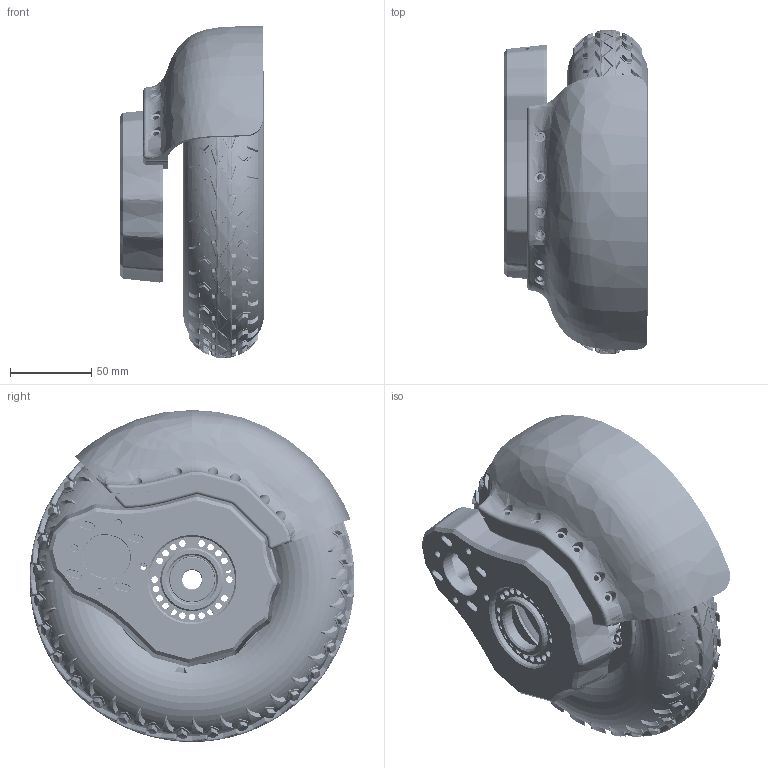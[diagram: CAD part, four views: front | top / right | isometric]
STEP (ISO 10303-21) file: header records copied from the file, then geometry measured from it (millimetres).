
FILE_DESCRIPTION(/* description */ (''),/* implementation_level */ '2;1');
FILE_NAME(/* name */ 'MoonDrive Fender v17.step',/* time_stamp */ '2021-05-07T19:50:45-04:00',/* author */ (''),/* organization */ (''),/* preprocessor_version */ 'ST-DEVELOPER v18.1',/* originating_system */ 'Autodesk Translation Framework v10.6.0.1341',/* authorisation */ '');
FILE_SCHEMA (('AUTOMOTIVE_DESIGN { 1 0 10303 214 3 1 1 }'));
Length unit declared in the file: millimetre
Products named in the file (19): MoonDrive Fender; Moon Drive; MoonDrive Batch2; MBS Rockstar Pro Wheel; NylocNutM4 v2; NylocNutM4 v2 (1); NylocNutM4 v2 (2); NylocNutM4 v2 (3); NylocNutM4 v2 (4); Nylock; Nut; HubBolt35M4 v3; TrampaHubs v3; Spacer; FrontHub; RearHub; 2349K413; TrampaTyre v6; Ventile v4
Assembly tree (31 placements, depth 4):
  MoonDrive Fender
    Moon Drive
      MoonDrive Batch2
    MBS Rockstar Pro Wheel
      NylocNutM4 v2
        Nylock
        Nut
      NylocNutM4 v2 (1)
        Nylock
        Nut
      NylocNutM4 v2 (2)
        Nylock
        Nut
      NylocNutM4 v2 (3)
        Nylock
        Nut
      NylocNutM4 v2 (4)
        Nylock
        Nut
      HubBolt35M4 v3  x5
      TrampaHubs v3
        Spacer
        FrontHub
        RearHub
      2349K413  x2
      TrampaTyre v6
      Ventile v4
Bounding box: 88.98 x 200 x 204.42 mm (x, y, z)
Volume: 459905 mm3; surface area: 306229.1 mm2
Topology: 54 solids, 54 shells, 4496 faces, 12461 edges, 8265 vertices
Faces by surface type: cylinder 1803, plane 1546, torus 504, bspline 418, cone 127, sphere 98
Full cylindrical faces by diameter (mm): 2.529 x11, 3 x11, 3.332 x20, 3.75 x12, 3.908 x240, 4 x42, 4.109 x20, 5 x13, 5.035 x1, 6.5 x6, 6.7 x5, 6.9 x5, 7 x4, 9.5 x1, 11 x1, 12 x2, 14.017 x2, 16.129 x6, 18.242 x2, 21.758 x8, 25.6 x2, 28 x4, 30 x1, 39 x1, 53 x1, 65 x1, 88 x3, 91.4 x1, 93 x4, 105 x2
Entity records: 189690 total; most frequent: CARTESIAN_POINT 101193, ORIENTED_EDGE 19646, DIRECTION 16476, EDGE_CURVE 9823, AXIS2_PLACEMENT_3D 6639, VERTEX_POINT 6310, EDGE_LOOP 4217, FACE_OUTER_BOUND 3802
